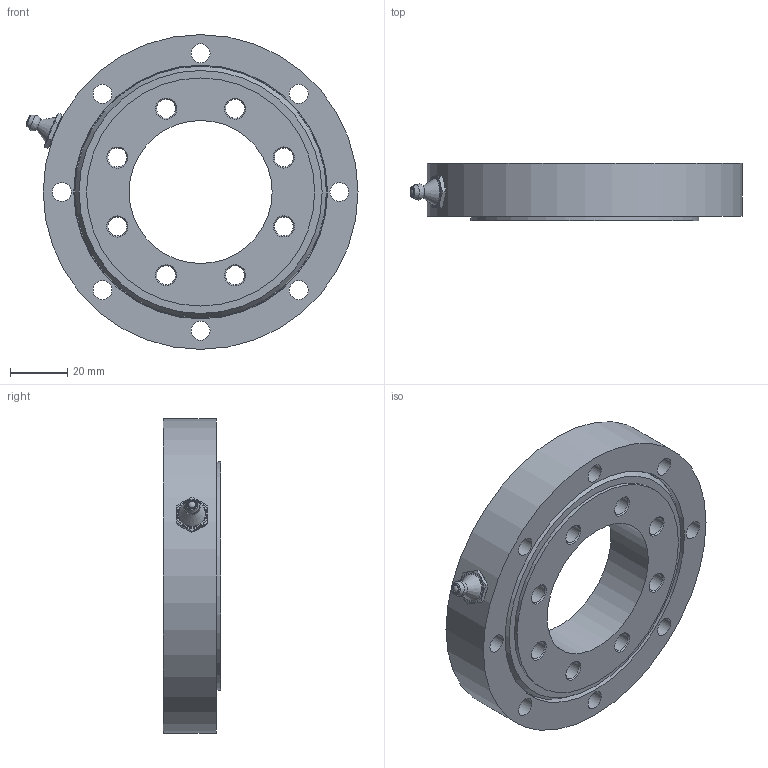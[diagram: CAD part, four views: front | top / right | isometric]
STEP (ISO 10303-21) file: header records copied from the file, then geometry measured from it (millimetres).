
FILE_DESCRIPTION((''),'2;1');
FILE_NAME('30P.0080.06.001.stp','2014-09-16T13:43:04',('David Demko'),(''),'Autodesk Inventor 2012','Autodesk Inventor 2012','');
FILE_SCHEMA(('AUTOMOTIVE_DESIGN { 1 0 10303 214 1 1 1 1 }'));
Length unit declared in the file: inch
Products named in the file (3): 30P.0080.06; 1_8 NPT Fitting
Assembly tree (2 placements, depth 2):
  30P.0080.06
    30P.0080.06
    1_8 NPT Fitting
Bounding box: 116.02 x 19.99 x 110.01 mm (x, y, z)
Volume: 124617.5 mm3; surface area: 58353.1 mm2
Topology: 7 solids, 7 shells, 186 faces, 447 edges, 281 vertices
Faces by surface type: torus 57, cylinder 35, sphere 34, cone 32, plane 25, bspline 3
Full cylindrical faces by diameter (mm): 2.536 x2, 6.604 x16, 9.175 x1, 9.226 x1, 49.987 x1, 72.731 x1, 72.756 x1, 79.223 x1, 79.731 x2, 80.239 x2, 80.747 x1, 87.213 x1, 87.239 x1, 110.007 x1
Entity records: 14100 total; most frequent: CARTESIAN_POINT 10686, DIRECTION 611, ORIENTED_EDGE 484, EDGE_LOOP 367, AXIS2_PLACEMENT_3D 301, EDGE_CURVE 242, VERTEX_POINT 217, FACE_BOUND 186
